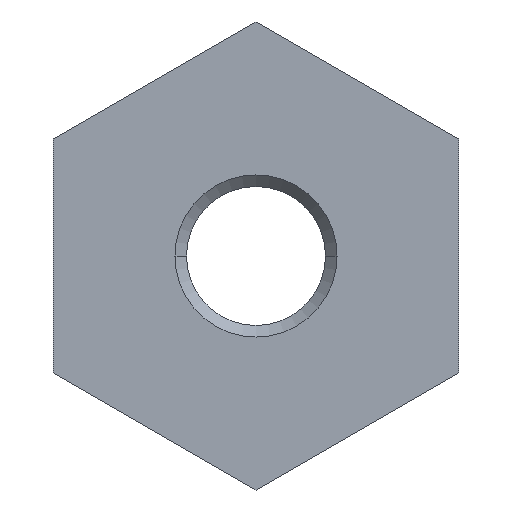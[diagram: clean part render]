
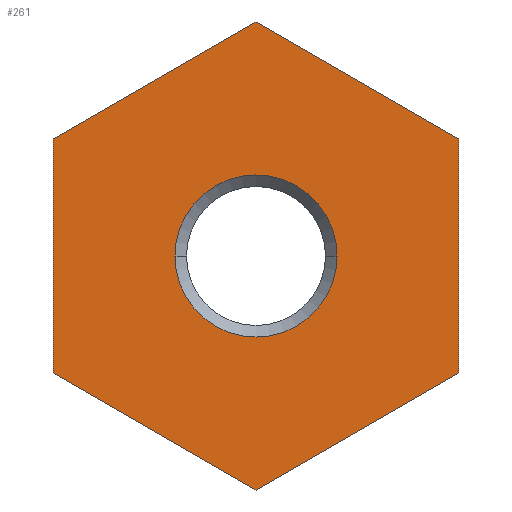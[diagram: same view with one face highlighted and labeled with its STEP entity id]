
A CAD part, left-side view. The second image highlights one B-rep face of the part: STEP entity #261.
In plain terms, the highlighted planar face has unit normal (-1, 0, 0).
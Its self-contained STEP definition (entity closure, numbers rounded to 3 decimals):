
#2=DIRECTION('',(0.,0.,-1.));
#3=VECTOR('',#2,20.207);
#4=CARTESIAN_POINT('',(-8.,-17.5,10.104));
#5=LINE('',#4,#3);
#6=DIRECTION('',(0.,0.866,-0.5));
#7=VECTOR('',#6,20.207);
#8=CARTESIAN_POINT('',(-8.,-17.5,-10.104));
#9=LINE('',#8,#7);
#10=DIRECTION('',(0.,0.866,0.5));
#11=VECTOR('',#10,20.207);
#12=CARTESIAN_POINT('',(-8.,0.,-20.207));
#13=LINE('',#12,#11);
#14=DIRECTION('',(0.,0.,1.));
#15=VECTOR('',#14,20.207);
#16=CARTESIAN_POINT('',(-8.,17.5,-10.104));
#17=LINE('',#16,#15);
#18=DIRECTION('',(0.,-0.866,0.5));
#19=VECTOR('',#18,20.207);
#20=CARTESIAN_POINT('',(-8.,17.5,10.104));
#21=LINE('',#20,#19);
#22=DIRECTION('',(0.,-0.866,-0.5));
#23=VECTOR('',#22,20.207);
#24=CARTESIAN_POINT('',(-8.,0.,20.207));
#25=LINE('',#24,#23);
#26=CARTESIAN_POINT('',(-8.,0.,0.));
#27=DIRECTION('',(1.,0.,0.));
#28=DIRECTION('',(0.,-1.,0.));
#29=AXIS2_PLACEMENT_3D('',#26,#27,#28);
#31=CARTESIAN_POINT('',(-8.,0.,0.));
#32=DIRECTION('',(1.,0.,0.));
#33=DIRECTION('',(0.,1.,0.));
#34=AXIS2_PLACEMENT_3D('',#31,#32,#33);
#196=CARTESIAN_POINT('',(-8.,-17.5,10.104));
#197=CARTESIAN_POINT('',(-8.,-17.5,-10.104));
#198=VERTEX_POINT('',#196);
#199=VERTEX_POINT('',#197);
#200=CARTESIAN_POINT('',(-8.,0.,-20.207));
#201=VERTEX_POINT('',#200);
#202=CARTESIAN_POINT('',(-8.,17.5,-10.104));
#203=VERTEX_POINT('',#202);
#204=CARTESIAN_POINT('',(-8.,17.5,10.104));
#205=VERTEX_POINT('',#204);
#206=CARTESIAN_POINT('',(-8.,0.,20.207));
#207=VERTEX_POINT('',#206);
#228=CARTESIAN_POINT('',(-8.,-7.,0.));
#229=CARTESIAN_POINT('',(-8.,7.,0.));
#230=VERTEX_POINT('',#228);
#231=VERTEX_POINT('',#229);
#236=CARTESIAN_POINT('',(-8.,0.,0.));
#237=DIRECTION('',(1.,0.,0.));
#238=DIRECTION('',(0.,-1.,0.));
#239=AXIS2_PLACEMENT_3D('',#236,#237,#238);
#240=PLANE('',#239);
#242=ORIENTED_EDGE('',*,*,#241,.T.);
#244=ORIENTED_EDGE('',*,*,#243,.T.);
#246=ORIENTED_EDGE('',*,*,#245,.T.);
#248=ORIENTED_EDGE('',*,*,#247,.T.);
#250=ORIENTED_EDGE('',*,*,#249,.T.);
#252=ORIENTED_EDGE('',*,*,#251,.T.);
#253=EDGE_LOOP('',(#242,#244,#246,#248,#250,#252));
#254=FACE_OUTER_BOUND('',#253,.F.);
#256=ORIENTED_EDGE('',*,*,#255,.F.);
#258=ORIENTED_EDGE('',*,*,#257,.F.);
#259=EDGE_LOOP('',(#256,#258));
#260=FACE_BOUND('',#259,.F.);
#261=ADVANCED_FACE('',(#254,#260),#240,.F.);
#30=CIRCLE('',#29,7.);
#35=CIRCLE('',#34,7.);
#241=EDGE_CURVE('',#198,#199,#5,.T.);
#243=EDGE_CURVE('',#199,#201,#9,.T.);
#245=EDGE_CURVE('',#201,#203,#13,.T.);
#247=EDGE_CURVE('',#203,#205,#17,.T.);
#249=EDGE_CURVE('',#205,#207,#21,.T.);
#251=EDGE_CURVE('',#207,#198,#25,.T.);
#255=EDGE_CURVE('',#230,#231,#30,.T.);
#257=EDGE_CURVE('',#231,#230,#35,.T.);
